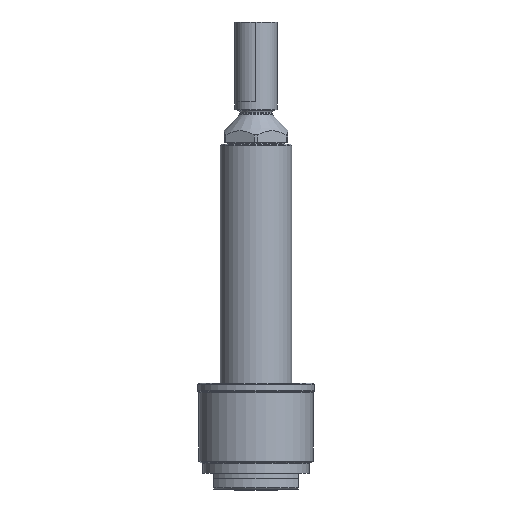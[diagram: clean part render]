
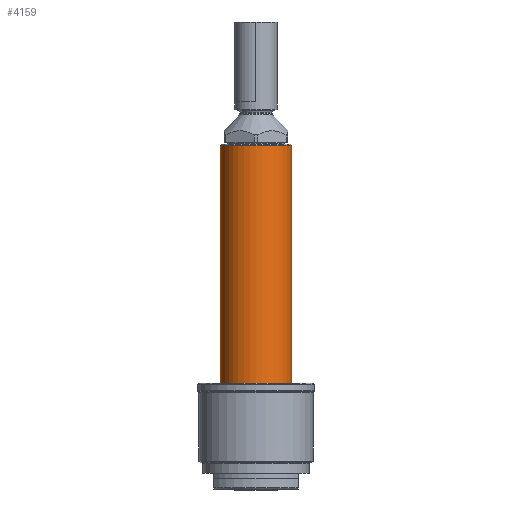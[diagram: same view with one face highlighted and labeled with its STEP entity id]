
A CAD part, front view. The second image highlights one B-rep face of the part: STEP entity #4159.
In plain terms, the highlighted cylindrical face has radius 13.5 mm (diameter 27 mm), a partial arc.
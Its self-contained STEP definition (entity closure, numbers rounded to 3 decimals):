
#1177=CARTESIAN_POINT('',(0.,0.,16.4));
#1178=DIRECTION('',(0.,0.,1.));
#1179=DIRECTION('',(-1.,0.,0.));
#1180=AXIS2_PLACEMENT_3D('',#1177,#1178,#1179);
#1182=DIRECTION('',(0.,0.,-1.));
#1183=VECTOR('',#1182,113.1);
#1184=CARTESIAN_POINT('',(-13.5,0.,
129.5));
#1185=LINE('',#1184,#1183);
#1186=DIRECTION('',(0.,0.,-1.));
#1187=VECTOR('',#1186,113.1);
#1188=CARTESIAN_POINT('',(13.5,0.,
129.5));
#1189=LINE('',#1188,#1187);
#1190=CARTESIAN_POINT('',(0.,0.,129.5));
#1191=DIRECTION('',(0.,0.,-1.));
#1192=DIRECTION('',(1.,0.,0.));
#1193=AXIS2_PLACEMENT_3D('',#1190,#1191,#1192);
#2068=CARTESIAN_POINT('',(13.5,0.,129.5));
#2069=CARTESIAN_POINT('',(-13.5,0.,129.5));
#2070=VERTEX_POINT('',#2068);
#2071=VERTEX_POINT('',#2069);
#2080=CARTESIAN_POINT('',(-13.5,0.,16.4));
#2081=CARTESIAN_POINT('',(13.5,0.,16.4));
#2082=VERTEX_POINT('',#2080);
#2083=VERTEX_POINT('',#2081);
#4147=CARTESIAN_POINT('',(0.,0.,-6.5));
#4148=DIRECTION('',(0.,0.,1.));
#4149=DIRECTION('',(-1.,0.,0.));
#4150=AXIS2_PLACEMENT_3D('',#4147,#4148,#4149);
#4151=CYLINDRICAL_SURFACE('',#4150,13.5);
#4152=ORIENTED_EDGE('',*,*,#4096,.F.);
#4153=ORIENTED_EDGE('',*,*,#4126,.F.);
#4155=ORIENTED_EDGE('',*,*,#4154,.F.);
#4156=ORIENTED_EDGE('',*,*,#4122,.T.);
#4157=EDGE_LOOP('',(#4152,#4153,#4155,#4156));
#4158=FACE_OUTER_BOUND('',#4157,.F.);
#1181=CIRCLE('',#1180,13.5);
#1194=CIRCLE('',#1193,13.5);
#4096=EDGE_CURVE('',#2082,#2083,#1181,.T.);
#4122=EDGE_CURVE('',#2070,#2083,#1189,.T.);
#4126=EDGE_CURVE('',#2071,#2082,#1185,.T.);
#4154=EDGE_CURVE('',#2070,#2071,#1194,.T.);
#4159=ADVANCED_FACE('',(#4158),#4151,.T.);
